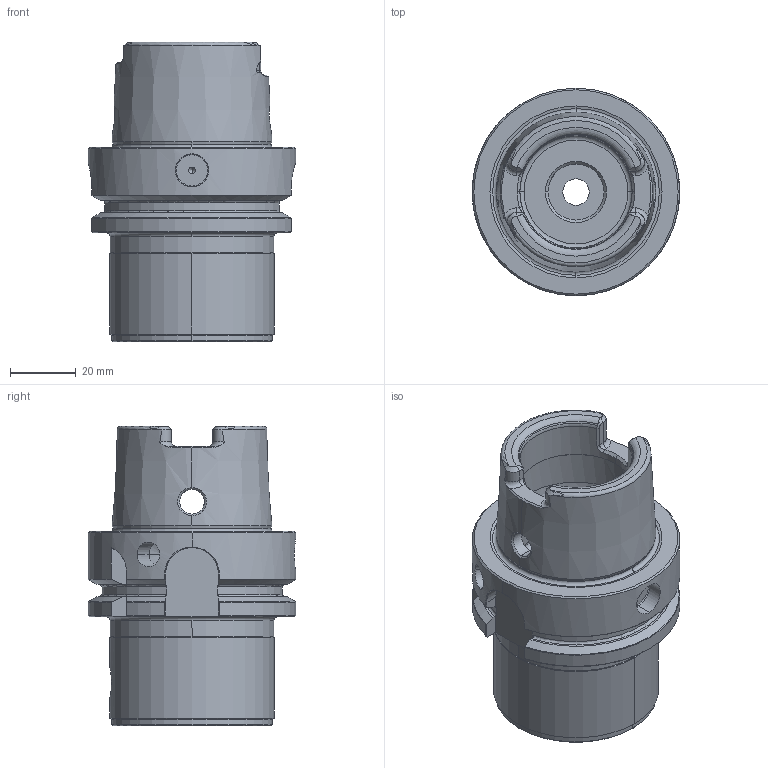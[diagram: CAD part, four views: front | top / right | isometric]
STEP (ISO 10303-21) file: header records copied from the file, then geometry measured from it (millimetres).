
FILE_DESCRIPTION(('no description'),'unknown implementation level');
FILE_NAME('9E7D126D-BC16-4CA3-B3A7-2235AD48BAE7_export.stp',' ',('CIMSOURCE GmbH'),('CADClick - KiM GmbH - www.kimweb.de'),'unknown preprocess','ACIS','unknown authorization');
FILE_SCHEMA(('automotive_design'));
Length unit declared in the file: millimetre
Products named in the file (2): 324.352 Kaiser HSK-A63 X CK5 X 85B|690.435 Kaiser ETL M10 X 14 CK5_Standard;NONE; 324.352 Kaiser HSK-A63 X CK5 X 85B|324.352 Kaiser HSK-A63 X CK5 X 85B_Standard;NONE
Bounding box: 62.94 x 62.94 x 90.9 mm (x, y, z)
Volume: 124038.9 mm3; surface area: 31133.1 mm2
Topology: 2 solids, 2 shells, 280 faces, 724 edges, 445 vertices
Faces by surface type: cone 86, plane 83, cylinder 61, torus 32, bspline 18
Entity records: 20206 total; most frequent: CARTESIAN_POINT 5629, STYLED_ITEM 1445, PRESENTATION_STYLE_ASSIGNMENT 1445, COLOUR_RGB 1445, ORIENTED_EDGE 1436, DIRECTION 1288, EDGE_CURVE 718, CURVE_STYLE 718
